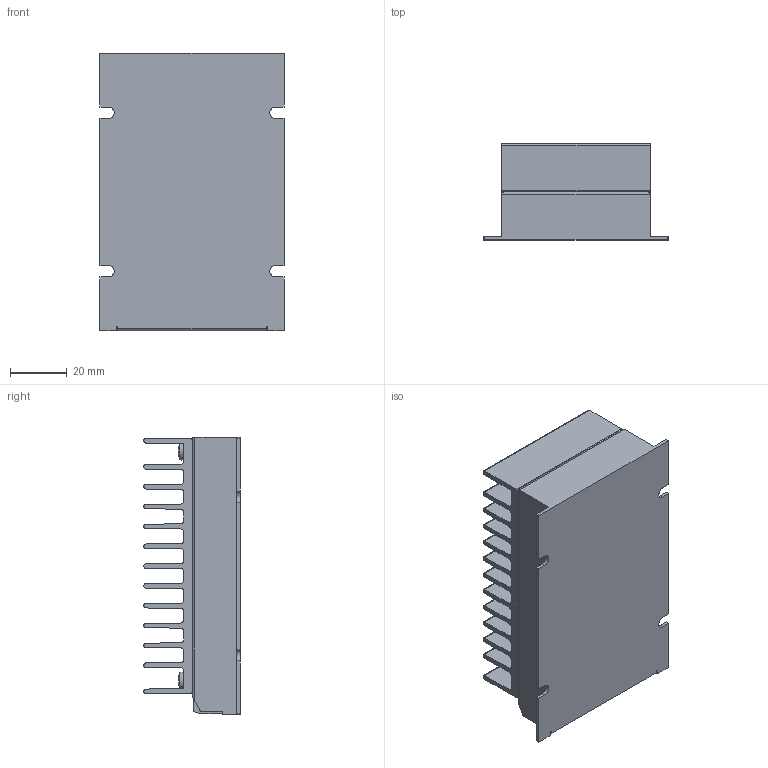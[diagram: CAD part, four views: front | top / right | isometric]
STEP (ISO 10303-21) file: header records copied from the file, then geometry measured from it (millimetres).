
FILE_DESCRIPTION (( 'STEP AP214' ), '1' );
FILE_NAME ('tep150wi_3d_drawing.STEP', '2022-03-25T11:10:02', ( '' ), ( '' ), 'SwSTEP 2.0', 'SolidWorks 2021', '' );
FILE_SCHEMA (( 'AUTOMOTIVE_DESIGN' ));
Length unit declared in the file: inch
Products named in the file (1): tep150wi_3d_drawing
Bounding box: 65 x 34 x 98 mm (x, y, z)
Volume: 120195.6 mm3; surface area: 56198.6 mm2
Topology: 3 solids, 7 shells, 502 faces, 1294 edges, 850 vertices
Faces by surface type: plane 365, cylinder 105, cone 24, bspline 8
Full cylindrical faces by diameter (mm): 2.5 x4, 3 x4, 3.5 x4, 3.6 x9, 6.3 x4
Entity records: 21961 total; most frequent: CARTESIAN_POINT 3244, ORIENTED_EDGE 2498, DIRECTION 2433, EDGE_CURVE 1249, LINE 899, VECTOR 899, VERTEX_POINT 842, AXIS2_PLACEMENT_3D 767
